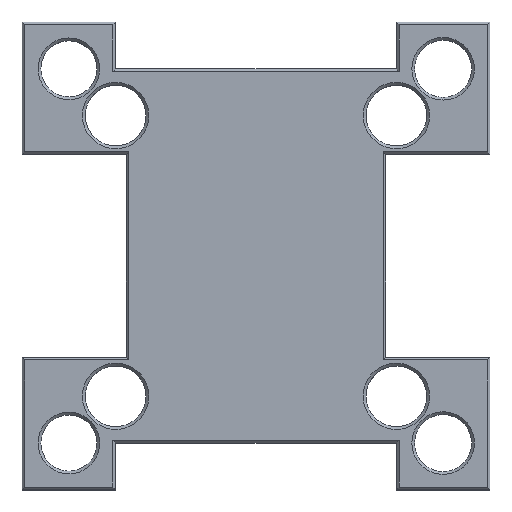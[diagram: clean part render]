
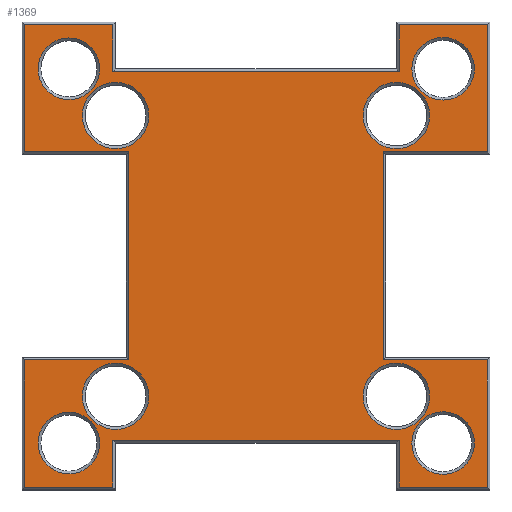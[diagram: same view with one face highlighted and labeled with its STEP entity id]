
A CAD part, top view. The second image highlights one B-rep face of the part: STEP entity #1369.
In plain terms, the highlighted planar face has unit normal (0, 0, 1).
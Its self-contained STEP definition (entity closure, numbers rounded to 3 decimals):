
#41=FACE_BOUND('',#196,.T.);
#42=FACE_BOUND('',#197,.T.);
#43=FACE_BOUND('',#198,.T.);
#44=FACE_BOUND('',#199,.T.);
#45=FACE_BOUND('',#200,.T.);
#46=FACE_BOUND('',#201,.T.);
#47=FACE_BOUND('',#202,.T.);
#48=FACE_BOUND('',#203,.T.);
#55=CIRCLE('',#1462,1.801);
#56=CIRCLE('',#1463,1.7);
#57=CIRCLE('',#1464,1.7);
#58=CIRCLE('',#1465,1.674);
#59=CIRCLE('',#1466,1.674);
#60=CIRCLE('',#1467,1.801);
#61=CIRCLE('',#1468,1.801);
#62=CIRCLE('',#1469,1.801);
#117=FACE_OUTER_BOUND('',#195,.T.);
#195=EDGE_LOOP('',(#943,#944,#945,#946,#947,#948,#949,#950,#951,#952,#953,
#954,#955,#956,#957,#958,#959,#960,#961,#962));
#196=EDGE_LOOP('',(#963));
#197=EDGE_LOOP('',(#964));
#198=EDGE_LOOP('',(#965));
#199=EDGE_LOOP('',(#966));
#200=EDGE_LOOP('',(#967));
#201=EDGE_LOOP('',(#968));
#202=EDGE_LOOP('',(#969));
#203=EDGE_LOOP('',(#970));
#277=LINE('',#1997,#427);
#281=LINE('',#2005,#431);
#286=LINE('',#2014,#436);
#289=LINE('',#2020,#439);
#297=LINE('',#2038,#447);
#299=LINE('',#2042,#449);
#302=LINE('',#2048,#452);
#305=LINE('',#2054,#455);
#308=LINE('',#2060,#458);
#309=LINE('',#2062,#459);
#310=LINE('',#2064,#460);
#311=LINE('',#2066,#461);
#312=LINE('',#2067,#462);
#313=LINE('',#2069,#463);
#314=LINE('',#2071,#464);
#315=LINE('',#2073,#465);
#316=LINE('',#2075,#466);
#317=LINE('',#2077,#467);
#318=LINE('',#2079,#468);
#319=LINE('',#2080,#469);
#427=VECTOR('',#1585,10.);
#431=VECTOR('',#1591,10.);
#436=VECTOR('',#1598,10.);
#439=VECTOR('',#1603,10.);
#447=VECTOR('',#1617,10.);
#449=VECTOR('',#1621,10.);
#452=VECTOR('',#1626,10.);
#455=VECTOR('',#1631,10.);
#458=VECTOR('',#1636,10.);
#459=VECTOR('',#1637,10.);
#460=VECTOR('',#1638,10.);
#461=VECTOR('',#1639,10.);
#462=VECTOR('',#1640,10.);
#463=VECTOR('',#1641,10.);
#464=VECTOR('',#1642,10.);
#465=VECTOR('',#1643,10.);
#466=VECTOR('',#1644,10.);
#467=VECTOR('',#1645,10.);
#468=VECTOR('',#1646,10.);
#469=VECTOR('',#1647,10.);
#577=VERTEX_POINT('',#1995);
#578=VERTEX_POINT('',#1996);
#581=VERTEX_POINT('',#2004);
#584=VERTEX_POINT('',#2012);
#586=VERTEX_POINT('',#2018);
#592=VERTEX_POINT('',#2035);
#593=VERTEX_POINT('',#2037);
#594=VERTEX_POINT('',#2041);
#596=VERTEX_POINT('',#2047);
#598=VERTEX_POINT('',#2053);
#600=VERTEX_POINT('',#2059);
#601=VERTEX_POINT('',#2061);
#602=VERTEX_POINT('',#2063);
#603=VERTEX_POINT('',#2065);
#604=VERTEX_POINT('',#2068);
#605=VERTEX_POINT('',#2070);
#606=VERTEX_POINT('',#2072);
#607=VERTEX_POINT('',#2074);
#608=VERTEX_POINT('',#2076);
#609=VERTEX_POINT('',#2078);
#610=VERTEX_POINT('',#2081);
#611=VERTEX_POINT('',#2083);
#612=VERTEX_POINT('',#2085);
#613=VERTEX_POINT('',#2087);
#614=VERTEX_POINT('',#2089);
#615=VERTEX_POINT('',#2091);
#616=VERTEX_POINT('',#2093);
#617=VERTEX_POINT('',#2095);
#701=EDGE_CURVE('',#577,#578,#277,.T.);
#705=EDGE_CURVE('',#578,#581,#281,.T.);
#710=EDGE_CURVE('',#584,#577,#286,.T.);
#713=EDGE_CURVE('',#586,#584,#289,.T.);
#721=EDGE_CURVE('',#592,#593,#297,.T.);
#723=EDGE_CURVE('',#593,#594,#299,.T.);
#726=EDGE_CURVE('',#594,#596,#302,.T.);
#729=EDGE_CURVE('',#596,#598,#305,.T.);
#732=EDGE_CURVE('',#600,#586,#308,.T.);
#733=EDGE_CURVE('',#601,#600,#309,.T.);
#734=EDGE_CURVE('',#602,#601,#310,.T.);
#735=EDGE_CURVE('',#603,#602,#311,.T.);
#736=EDGE_CURVE('',#598,#603,#312,.T.);
#737=EDGE_CURVE('',#604,#592,#313,.T.);
#738=EDGE_CURVE('',#605,#604,#314,.T.);
#739=EDGE_CURVE('',#606,#605,#315,.T.);
#740=EDGE_CURVE('',#607,#606,#316,.T.);
#741=EDGE_CURVE('',#608,#607,#317,.T.);
#742=EDGE_CURVE('',#609,#608,#318,.T.);
#743=EDGE_CURVE('',#581,#609,#319,.T.);
#744=EDGE_CURVE('',#610,#610,#55,.T.);
#745=EDGE_CURVE('',#611,#611,#56,.T.);
#746=EDGE_CURVE('',#612,#612,#57,.T.);
#747=EDGE_CURVE('',#613,#613,#58,.T.);
#748=EDGE_CURVE('',#614,#614,#59,.T.);
#749=EDGE_CURVE('',#615,#615,#60,.T.);
#750=EDGE_CURVE('',#616,#616,#61,.T.);
#751=EDGE_CURVE('',#617,#617,#62,.T.);
#943=ORIENTED_EDGE('',*,*,#710,.F.);
#944=ORIENTED_EDGE('',*,*,#713,.F.);
#945=ORIENTED_EDGE('',*,*,#732,.F.);
#946=ORIENTED_EDGE('',*,*,#733,.F.);
#947=ORIENTED_EDGE('',*,*,#734,.F.);
#948=ORIENTED_EDGE('',*,*,#735,.F.);
#949=ORIENTED_EDGE('',*,*,#736,.F.);
#950=ORIENTED_EDGE('',*,*,#729,.F.);
#951=ORIENTED_EDGE('',*,*,#726,.F.);
#952=ORIENTED_EDGE('',*,*,#723,.F.);
#953=ORIENTED_EDGE('',*,*,#721,.F.);
#954=ORIENTED_EDGE('',*,*,#737,.F.);
#955=ORIENTED_EDGE('',*,*,#738,.F.);
#956=ORIENTED_EDGE('',*,*,#739,.F.);
#957=ORIENTED_EDGE('',*,*,#740,.F.);
#958=ORIENTED_EDGE('',*,*,#741,.F.);
#959=ORIENTED_EDGE('',*,*,#742,.F.);
#960=ORIENTED_EDGE('',*,*,#743,.F.);
#961=ORIENTED_EDGE('',*,*,#705,.F.);
#962=ORIENTED_EDGE('',*,*,#701,.F.);
#963=ORIENTED_EDGE('',*,*,#744,.F.);
#964=ORIENTED_EDGE('',*,*,#745,.F.);
#965=ORIENTED_EDGE('',*,*,#746,.F.);
#966=ORIENTED_EDGE('',*,*,#747,.F.);
#967=ORIENTED_EDGE('',*,*,#748,.F.);
#968=ORIENTED_EDGE('',*,*,#749,.F.);
#969=ORIENTED_EDGE('',*,*,#750,.F.);
#970=ORIENTED_EDGE('',*,*,#751,.F.);
#1317=PLANE('',#1461);
#1369=ADVANCED_FACE('',(#117,#41,#42,#43,#44,#45,#46,#47,#48),#1317,.T.);
#1461=AXIS2_PLACEMENT_3D('',#2058,#1634,#1635);
#1462=AXIS2_PLACEMENT_3D('',#2082,#1648,#1649);
#1463=AXIS2_PLACEMENT_3D('',#2084,#1650,#1651);
#1464=AXIS2_PLACEMENT_3D('',#2086,#1652,#1653);
#1465=AXIS2_PLACEMENT_3D('',#2088,#1654,#1655);
#1466=AXIS2_PLACEMENT_3D('',#2090,#1656,#1657);
#1467=AXIS2_PLACEMENT_3D('',#2092,#1658,#1659);
#1468=AXIS2_PLACEMENT_3D('',#2094,#1660,#1661);
#1469=AXIS2_PLACEMENT_3D('',#2096,#1662,#1663);
#1585=DIRECTION('',(0.,1.,0.));
#1591=DIRECTION('',(-1.,0.,0.));
#1598=DIRECTION('',(1.,0.,0.));
#1603=DIRECTION('',(0.,1.,0.));
#1617=DIRECTION('',(-1.,0.,0.));
#1621=DIRECTION('',(0.,-1.,0.));
#1626=DIRECTION('',(1.,0.,0.));
#1631=DIRECTION('',(0.,-1.,0.));
#1634=DIRECTION('center_axis',(0.,0.,1.));
#1635=DIRECTION('ref_axis',(-1.,0.,0.));
#1636=DIRECTION('',(-1.,0.,0.));
#1637=DIRECTION('',(0.,-1.,0.));
#1638=DIRECTION('',(-1.,0.,0.));
#1639=DIRECTION('',(0.,1.,0.));
#1640=DIRECTION('',(-1.,0.,0.));
#1641=DIRECTION('',(0.,-1.,0.));
#1642=DIRECTION('',(1.,0.,0.));
#1643=DIRECTION('',(0.,1.,0.));
#1644=DIRECTION('',(1.,0.,0.));
#1645=DIRECTION('',(0.,-1.,0.));
#1646=DIRECTION('',(1.,0.,0.));
#1647=DIRECTION('',(0.,1.,0.));
#1648=DIRECTION('center_axis',(0.,0.,1.));
#1649=DIRECTION('ref_axis',(-1.,0.,0.));
#1650=DIRECTION('center_axis',(0.,0.,1.));
#1651=DIRECTION('ref_axis',(-1.,0.,0.));
#1652=DIRECTION('center_axis',(0.,0.,1.));
#1653=DIRECTION('ref_axis',(-1.,0.,0.));
#1654=DIRECTION('center_axis',(0.,0.,1.));
#1655=DIRECTION('ref_axis',(-1.,0.,0.));
#1656=DIRECTION('center_axis',(0.,0.,1.));
#1657=DIRECTION('ref_axis',(-1.,0.,0.));
#1658=DIRECTION('center_axis',(0.,0.,1.));
#1659=DIRECTION('ref_axis',(-1.,0.,0.));
#1660=DIRECTION('center_axis',(0.,0.,1.));
#1661=DIRECTION('ref_axis',(-1.,0.,0.));
#1662=DIRECTION('center_axis',(0.,0.,1.));
#1663=DIRECTION('ref_axis',(-1.,0.,0.));
#1995=CARTESIAN_POINT('',(5.8,7.05,6.553));
#1996=CARTESIAN_POINT('',(5.8,18.35,6.553));
#1997=CARTESIAN_POINT('',(5.8,15.45,6.553));
#2004=CARTESIAN_POINT('',(0.15,18.35,6.553));
#2005=CARTESIAN_POINT('',(6.35,18.35,6.553));
#2012=CARTESIAN_POINT('',(0.15,7.05,6.553));
#2014=CARTESIAN_POINT('',(9.1,7.05,6.553));
#2018=CARTESIAN_POINT('',(0.15,0.15,6.553));
#2020=CARTESIAN_POINT('',(0.15,11.2,6.553));
#2035=CARTESIAN_POINT('',(25.25,18.35,6.553));
#2037=CARTESIAN_POINT('',(19.6,18.35,6.553));
#2038=CARTESIAN_POINT('',(16.3,18.35,6.553));
#2041=CARTESIAN_POINT('',(19.6,7.05,6.553));
#2042=CARTESIAN_POINT('',(19.6,9.95,6.553));
#2047=CARTESIAN_POINT('',(25.25,7.05,6.553));
#2048=CARTESIAN_POINT('',(19.05,7.05,6.553));
#2053=CARTESIAN_POINT('',(25.25,0.15,6.553));
#2054=CARTESIAN_POINT('',(25.25,6.35,6.553));
#2058=CARTESIAN_POINT('Origin',(12.7,12.7,6.553));
#2059=CARTESIAN_POINT('',(4.93,0.15,6.553));
#2060=CARTESIAN_POINT('',(6.35,0.15,6.553));
#2061=CARTESIAN_POINT('',(4.93,2.69,6.553));
#2062=CARTESIAN_POINT('',(4.93,6.35,6.553));
#2063=CARTESIAN_POINT('',(20.47,2.69,6.553));
#2064=CARTESIAN_POINT('',(8.89,2.69,6.553));
#2065=CARTESIAN_POINT('',(20.47,0.15,6.553));
#2066=CARTESIAN_POINT('',(20.47,7.62,6.553));
#2067=CARTESIAN_POINT('',(16.51,0.15,6.553));
#2068=CARTESIAN_POINT('',(25.25,25.25,6.553));
#2069=CARTESIAN_POINT('',(25.25,14.2,6.553));
#2070=CARTESIAN_POINT('',(20.47,25.25,6.553));
#2071=CARTESIAN_POINT('',(19.05,25.25,6.553));
#2072=CARTESIAN_POINT('',(20.47,22.71,6.553));
#2073=CARTESIAN_POINT('',(20.47,19.05,6.553));
#2074=CARTESIAN_POINT('',(4.93,22.71,6.553));
#2075=CARTESIAN_POINT('',(16.51,22.71,6.553));
#2076=CARTESIAN_POINT('',(4.93,25.25,6.553));
#2077=CARTESIAN_POINT('',(4.93,17.78,6.553));
#2078=CARTESIAN_POINT('',(0.15,25.25,6.553));
#2079=CARTESIAN_POINT('',(8.89,25.25,6.553));
#2080=CARTESIAN_POINT('',(0.15,19.05,6.553));
#2081=CARTESIAN_POINT('',(6.881,5.08,6.553));
#2082=CARTESIAN_POINT('Origin',(5.08,5.08,6.553));
#2083=CARTESIAN_POINT('',(24.56,2.54,6.553));
#2084=CARTESIAN_POINT('Origin',(22.86,2.54,6.553));
#2085=CARTESIAN_POINT('',(24.56,22.86,6.553));
#2086=CARTESIAN_POINT('Origin',(22.86,22.86,6.553));
#2087=CARTESIAN_POINT('',(4.214,22.86,6.553));
#2088=CARTESIAN_POINT('Origin',(2.54,22.86,6.553));
#2089=CARTESIAN_POINT('',(4.214,2.54,6.553));
#2090=CARTESIAN_POINT('Origin',(2.54,2.54,6.553));
#2091=CARTESIAN_POINT('',(6.881,20.32,6.553));
#2092=CARTESIAN_POINT('Origin',(5.08,20.32,6.553));
#2093=CARTESIAN_POINT('',(22.121,5.08,6.553));
#2094=CARTESIAN_POINT('Origin',(20.32,5.08,6.553));
#2095=CARTESIAN_POINT('',(22.121,20.32,6.553));
#2096=CARTESIAN_POINT('Origin',(20.32,20.32,6.553));
